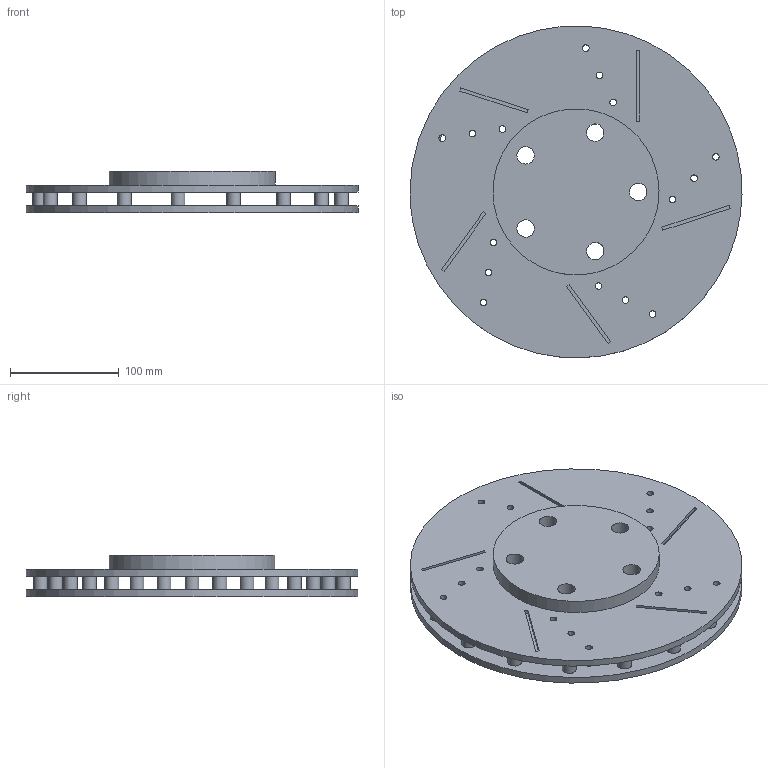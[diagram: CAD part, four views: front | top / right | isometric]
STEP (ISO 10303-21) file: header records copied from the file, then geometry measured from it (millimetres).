
FILE_DESCRIPTION((('zoo.dev export')), '2;1');
FILE_NAME('dump.step', '1970-01-01T00:00:00.0+00:00', ('Author unknown'), ('Organization unknown'), 'zoo.dev beta', 'zoo.dev', 'Authorization unknown');
FILE_SCHEMA(('AP203_CONFIGURATION_CONTROLLED_3D_DESIGN_OF_MECHANICAL_PARTS_AND_ASSEMBLIES_MIM_LF'));
Length unit declared in the file: metre
Products named in the file (20): UNIDENTIFIED_PRODUCT
Bounding box: 304.79 x 304.63 x 38.1 mm (x, y, z)
Volume: 378455.5 mm3; surface area: 329099.7 mm2
Topology: 20 solids, 20 shells, 155 faces, 250 edges, 210 vertices
Faces by surface type: plane 90, bspline 65
Entity records: 5523 total; most frequent: CARTESIAN_POINT 2825, ORIENTED_EDGE 500, EDGE_CURVE 315, DIRECTION 275, EDGE_LOOP 255, FACE_BOUND 255, VERTEX_POINT 210, VECTOR 185
